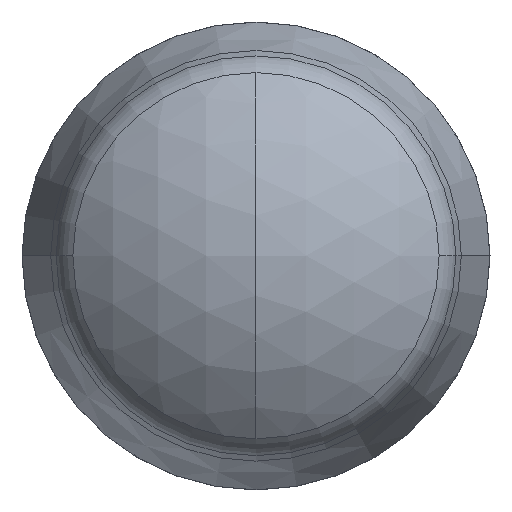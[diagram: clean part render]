
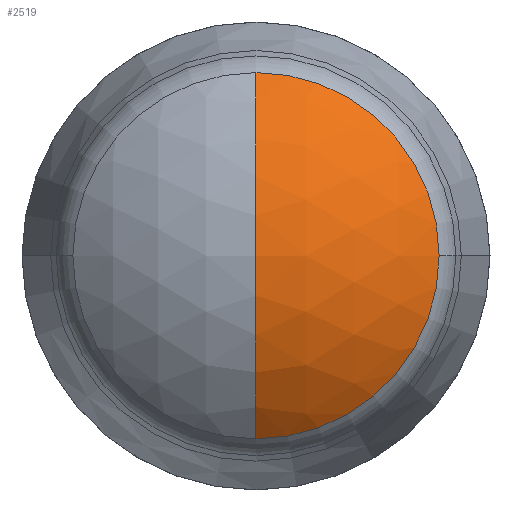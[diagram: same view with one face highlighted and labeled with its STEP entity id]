
A CAD part, top view. The second image highlights one B-rep face of the part: STEP entity #2519.
In plain terms, the highlighted spherical face has radius 115 mm.
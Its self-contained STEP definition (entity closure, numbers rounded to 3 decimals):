
#42 = CIRCLE ( 'NONE', #3328, 77.869 ) ;
#59 = SPHERICAL_SURFACE ( 'NONE', #3601, 115. ) ;
#192 = CARTESIAN_POINT ( 'NONE',  ( 0., 0., 294.625 ) ) ;
#326 = AXIS2_PLACEMENT_3D ( 'NONE', #2492, #3623, #2298 ) ;
#397 = DIRECTION ( 'NONE',  ( 0., -1., 0. ) ) ;
#459 = ORIENTED_EDGE ( 'NONE', *, *, #2534, .T. ) ;
#515 = DIRECTION ( 'NONE',  ( 1., 0., 0. ) ) ;
#680 = DIRECTION ( 'NONE',  ( 0., 1., 0. ) ) ;
#707 = ORIENTED_EDGE ( 'NONE', *, *, #2287, .T. ) ;
#1009 = CARTESIAN_POINT ( 'NONE',  ( 0., 0., 210. ) ) ;
#1048 = CARTESIAN_POINT ( 'NONE',  ( 0., 0., 210. ) ) ;
#1423 = CIRCLE ( 'NONE', #2852, 115. ) ;
#1440 = DIRECTION ( 'NONE',  ( 1., 0., 0. ) ) ;
#1563 = CIRCLE ( 'NONE', #3953, 77.869 ) ;
#1683 = CARTESIAN_POINT ( 'NONE',  ( 77.869, 0., 294.625 ) ) ;
#1705 = CIRCLE ( 'NONE', #326, 115. ) ;
#2011 = DIRECTION ( 'NONE',  ( 1., 0., 0. ) ) ;
#2067 = VERTEX_POINT ( 'NONE', #4230 ) ;
#2182 = VERTEX_POINT ( 'NONE', #3453 ) ;
#2287 = EDGE_CURVE ( 'NONE', #3988, #2639, #42, .T. ) ;
#2298 = DIRECTION ( 'NONE',  ( 0., 0., 1. ) ) ;
#2403 = ORIENTED_EDGE ( 'NONE', *, *, #2717, .T. ) ;
#2492 = CARTESIAN_POINT ( 'NONE',  ( 0., 0., 210. ) ) ;
#2519 = ADVANCED_FACE ( 'NONE', ( #2970 ), #59, .T. ) ;
#2534 = EDGE_CURVE ( 'NONE', #2639, #2067, #1423, .T. ) ;
#2639 = VERTEX_POINT ( 'NONE', #2779 ) ;
#2717 = EDGE_CURVE ( 'NONE', #2182, #3988, #1563, .T. ) ;
#2754 = DIRECTION ( 'NONE',  ( 0., 0., 1. ) ) ;
#2779 = CARTESIAN_POINT ( 'NONE',  ( 0., 77.869, 294.625 ) ) ;
#2786 = DIRECTION ( 'NONE',  ( 0., 0., 1. ) ) ;
#2838 = ORIENTED_EDGE ( 'NONE', *, *, #3206, .F. ) ;
#2852 = AXIS2_PLACEMENT_3D ( 'NONE', #1009, #3654, #680 ) ;
#2970 = FACE_OUTER_BOUND ( 'NONE', #3386, .T. ) ;
#3206 = EDGE_CURVE ( 'NONE', #2182, #2067, #1705, .T. ) ;
#3328 = AXIS2_PLACEMENT_3D ( 'NONE', #192, #2786, #515 ) ;
#3386 = EDGE_LOOP ( 'NONE', ( #2403, #707, #459, #2838 ) ) ;
#3453 = CARTESIAN_POINT ( 'NONE',  ( 0., -77.869, 294.625 ) ) ;
#3470 = CARTESIAN_POINT ( 'NONE',  ( 0., 0., 294.625 ) ) ;
#3601 = AXIS2_PLACEMENT_3D ( 'NONE', #1048, #2011, #397 ) ;
#3623 = DIRECTION ( 'NONE',  ( -1., 0., 0. ) ) ;
#3654 = DIRECTION ( 'NONE',  ( 1., 0., 0. ) ) ;
#3953 = AXIS2_PLACEMENT_3D ( 'NONE', #3470, #2754, #1440 ) ;
#3988 = VERTEX_POINT ( 'NONE', #1683 ) ;
#4230 = CARTESIAN_POINT ( 'NONE',  ( 0., 0., 325. ) ) ;
